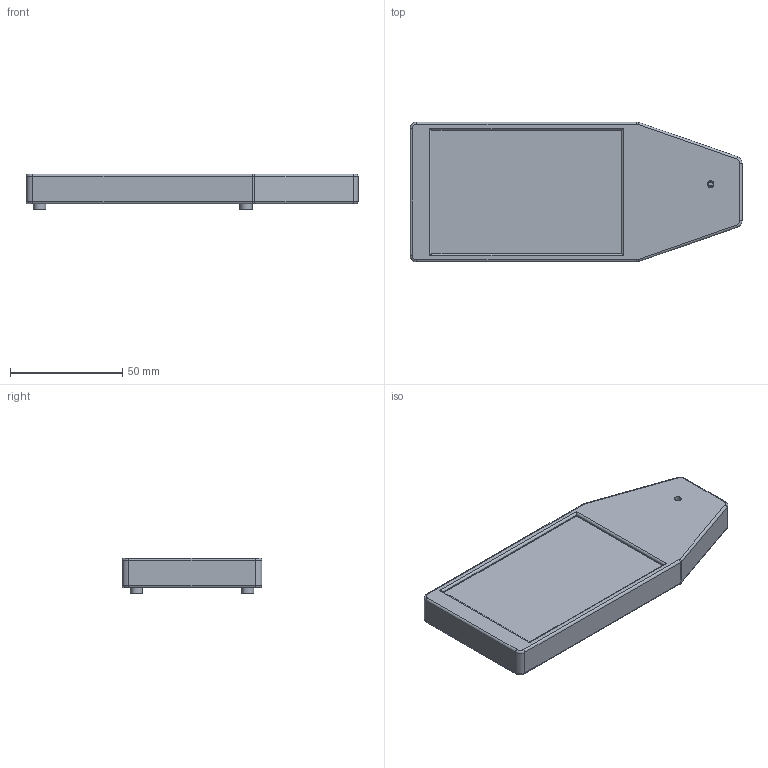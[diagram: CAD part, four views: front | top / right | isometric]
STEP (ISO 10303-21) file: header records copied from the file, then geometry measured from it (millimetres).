
FILE_DESCRIPTION(/* description */ ('STEP AP242','CAx-IF Rec.Pracs.---Representation and Presentation of Product Manufacturing Information (PMI)---4.0---2014-10-13','CAx-IF Rec.Pracs.---3D Tessellated Geometry---0.4---2014-09-14','2;1'),/* implementation_level */ '2;1');
FILE_NAME(/* name */ '67832caba4cb104a9b9c3485',/* time_stamp */ '2025-01-12T02:45:00Z',/* author */ (''),/* organization */ (''),/* preprocessor_version */ 'ST-DEVELOPER v20',/* originating_system */ 'ONSHAPE BY PTC INC, 1.192',/* authorisation */ ' ');
FILE_SCHEMA (('AP242_MANAGED_MODEL_BASED_3D_ENGINEERING_MIM_LF { 1 0 10303 442 1 1 4 }'));
Length unit declared in the file: metre
Products named in the file (53): Whole Assembly; Case; Hex socket head cap screw M3x0.50 x 10; Standoff; Baseplate; LCD Panel Assembly <1>; LCD Panel; LCD Board; LCD Pin Spacer; PCB Assembly <1>; Part 3; Part 13; Part 15; Part 21; Part 25; Part 23; Sensor; Part 12; Part 8; Part 10; Part 18; Part 24; PCB; Part 5; Part 11; Part 20; Part 22; Part 7; Part 19; Part 9; Part 14; Part 6; Part 16; Part 17; PICO <1>; PICO_assm_140121.STEP <1>; PICO_REF_USB.STEP; PICO_WINBOND.STEP; PICO_REF_ONSEMI.STEP; PICO_REF_BOARD.STEP ...
Assembly tree (57 placements, depth 5):
  Whole Assembly
    Case
    Hex socket head cap screw M3x0.50 x 10  x4
    Standoff  x2
    Baseplate
    LCD Panel Assembly <1>
      LCD Panel
      LCD Board
      LCD Pin Spacer
    PCB Assembly <1>
      Part 3
      Part 13
      Part 15
      Part 21
      Part 25
      Part 23
      Sensor
      Part 12
      Part 8
      Part 10
      Part 18
      Part 24
      PCB
      Part 5
      Part 11
      Part 20
      Part 22
      Part 7
      Part 19
      Part 9
      Part 14
      Part 6
      Part 16
      Part 17
      PICO <1>
        PICO_assm_140121.STEP <1>
          PICO_REF_USB.STEP
          PICO_WINBOND.STEP
          PICO_REF_ONSEMI.STEP
          PICO_REF_USB.STEP
          PICO_REF_BOARD.STEP
          PICO_MURATA.STEP  x2
          PICO_REF_MICROCONTROLLER.STEP
          PICO_REF_USB.STEP
          PICO_DIODES.STEP
          PICO_REF_SWITCH.STEP
          PICO_AEL.STEP
          PICO_REF_USB.STEP
          PICO_REF_LED.STEP
          PICO_RICHTEK.STEP
          PICO_REF_USB.STEP
          PICO_BOURNS.STEP
      Part 4
Bounding box: 148 x 62.34 x 15.9 mm (x, y, z)
Volume: 71058.2 mm3; surface area: 76472.6 mm2
Topology: 53 solids, 53 shells, 971 faces, 2422 edges, 1588 vertices
Faces by surface type: plane 752, cylinder 181, torus 26, cone 12
Full cylindrical faces by diameter (mm): 1 x43, 2.1 x8, 3 x17, 3.6 x6, 5.5 x4, 6 x3
Entity records: 27831 total; most frequent: CARTESIAN_POINT 4614, DIRECTION 4443, ORIENTED_EDGE 4352, EDGE_CURVE 2176, LINE 1809, VECTOR 1809, VERTEX_POINT 1488, AXIS2_PLACEMENT_3D 1317
